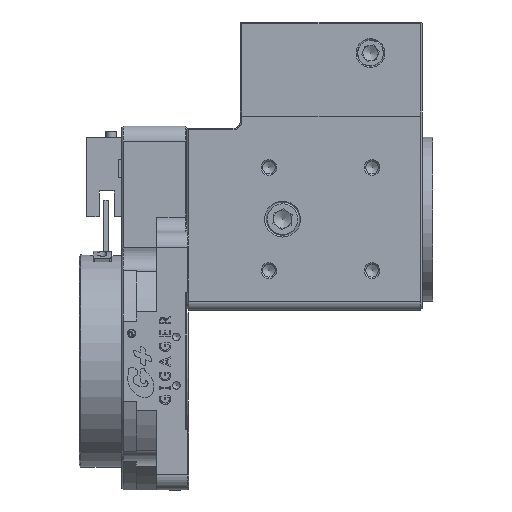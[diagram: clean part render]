
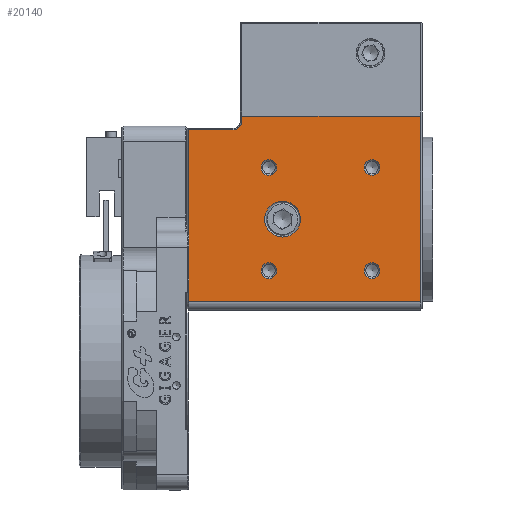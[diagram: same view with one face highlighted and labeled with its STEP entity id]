
A CAD part, left-side view. The second image highlights one B-rep face of the part: STEP entity #20140.
In plain terms, the highlighted planar face has unit normal (-1, 0, 0).
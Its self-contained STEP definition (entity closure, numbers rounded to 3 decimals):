
#609 = AXIS2_PLACEMENT_3D ( 'NONE', #1165, #1123, #1087 ) ;
#1058 = VERTEX_POINT ( 'NONE', #28779 ) ;
#1080 = AXIS2_PLACEMENT_3D ( 'NONE', #6597, #6588, #6579 ) ;
#1087 = DIRECTION ( 'NONE',  ( 0., 0., -1. ) ) ;
#1123 = DIRECTION ( 'NONE',  ( 1., 0., 0. ) ) ;
#1165 = CARTESIAN_POINT ( 'NONE',  ( -30., -27., 29.8 ) ) ;
#1249 = VECTOR ( 'NONE', #13140, 1000. ) ;
#1414 = DIRECTION ( 'NONE',  ( 0., 0., -1. ) ) ;
#1447 = DIRECTION ( 'NONE',  ( 1., 0., 0. ) ) ;
#1451 = CARTESIAN_POINT ( 'NONE',  ( -30., -61., 29.8 ) ) ;
#1454 = VECTOR ( 'NONE', #4867, 1000. ) ;
#2446 = AXIS2_PLACEMENT_3D ( 'NONE', #1451, #1447, #1414 ) ;
#2548 = VERTEX_POINT ( 'NONE', #11445 ) ;
#2642 = DIRECTION ( 'NONE',  ( 0., -1., 0. ) ) ;
#2671 = CARTESIAN_POINT ( 'NONE',  ( -30., -15., 19.8 ) ) ;
#2685 = LINE ( 'NONE', #2671, #8705 ) ;
#2724 = EDGE_CURVE ( 'NONE', #24024, #24024, #20436, .T. ) ;
#2801 = VERTEX_POINT ( 'NONE', #9021 ) ;
#3200 = EDGE_CURVE ( 'NONE', #4355, #2801, #4920, .T. ) ;
#4052 = AXIS2_PLACEMENT_3D ( 'NONE', #9859, #9811, #9801 ) ;
#4224 = CARTESIAN_POINT ( 'NONE',  ( -30., -27., 27.2 ) ) ;
#4228 = VERTEX_POINT ( 'NONE', #4224 ) ;
#4231 = CARTESIAN_POINT ( 'NONE',  ( -30., -61., 27.2 ) ) ;
#4268 = VERTEX_POINT ( 'NONE', #4231 ) ;
#4355 = VERTEX_POINT ( 'NONE', #28945 ) ;
#4391 = VECTOR ( 'NONE', #20388, 1000. ) ;
#4768 = VERTEX_POINT ( 'NONE', #24539 ) ;
#4867 = DIRECTION ( 'NONE',  ( 0., -1., 0. ) ) ;
#4875 = CARTESIAN_POINT ( 'NONE',  ( -30., -15., 80.8 ) ) ;
#4920 = LINE ( 'NONE', #4875, #1454 ) ;
#4940 = AXIS2_PLACEMENT_3D ( 'NONE', #14129, #14119, #14107 ) ;
#5574 = VECTOR ( 'NONE', #6975, 1000. ) ;
#6113 = VERTEX_POINT ( 'NONE', #9060 ) ;
#6579 = DIRECTION ( 'NONE',  ( 0., 0., -1. ) ) ;
#6588 = DIRECTION ( 'NONE',  ( 1., 0., 0. ) ) ;
#6597 = CARTESIAN_POINT ( 'NONE',  ( -30., -15., 19.8 ) ) ;
#6634 = PLANE ( 'NONE',  #1080 ) ;
#6644 = FACE_BOUND ( 'NONE', #29051, .T. ) ;
#6683 = FACE_BOUND ( 'NONE', #30879, .T. ) ;
#6703 = FACE_BOUND ( 'NONE', #35180, .T. ) ;
#6714 = CARTESIAN_POINT ( 'NONE',  ( -30., -61., 61.2 ) ) ;
#6740 = FACE_BOUND ( 'NONE', #16874, .T. ) ;
#6745 = VERTEX_POINT ( 'NONE', #6714 ) ;
#6766 = FACE_OUTER_BOUND ( 'NONE', #9046, .T. ) ;
#6775 = FACE_BOUND ( 'NONE', #14388, .T. ) ;
#6975 = DIRECTION ( 'NONE',  ( 0., 0., -1. ) ) ;
#7013 = CARTESIAN_POINT ( 'NONE',  ( -30., -18., 19.8 ) ) ;
#7021 = LINE ( 'NONE', #7013, #5574 ) ;
#7840 = VERTEX_POINT ( 'NONE', #12826 ) ;
#8705 = VECTOR ( 'NONE', #2642, 1000. ) ;
#9021 = CARTESIAN_POINT ( 'NONE',  ( -30., -77., 80.8 ) ) ;
#9046 = EDGE_LOOP ( 'NONE', ( #30932, #31997, #31837, #31364, #31462, #31493, #31545, #31824 ) ) ;
#9060 = CARTESIAN_POINT ( 'NONE',  ( -30., -15.5, 76.3 ) ) ;
#9193 = VERTEX_POINT ( 'NONE', #32684 ) ;
#9801 = DIRECTION ( 'NONE',  ( 0., 0., -1. ) ) ;
#9811 = DIRECTION ( 'NONE',  ( 1., 0., 0. ) ) ;
#9859 = CARTESIAN_POINT ( 'NONE',  ( -30., -31.5, 46.8 ) ) ;
#9973 = AXIS2_PLACEMENT_3D ( 'NONE', #14063, #14055, #14000 ) ;
#11445 = CARTESIAN_POINT ( 'NONE',  ( -30., -0.5, 19.8 ) ) ;
#12298 = AXIS2_PLACEMENT_3D ( 'NONE', #14674, #14641, #14630 ) ;
#12826 = CARTESIAN_POINT ( 'NONE',  ( -30., -10.101, 76.3 ) ) ;
#12832 = EDGE_CURVE ( 'NONE', #6113, #7840, #20421, .T. ) ;
#13140 = DIRECTION ( 'NONE',  ( 0., 0., -1. ) ) ;
#13152 = CARTESIAN_POINT ( 'NONE',  ( -30., -0.5, 19.8 ) ) ;
#13191 = LINE ( 'NONE', #13152, #1249 ) ;
#13351 = EDGE_CURVE ( 'NONE', #4768, #6113, #23839, .T. ) ;
#14000 = DIRECTION ( 'NONE',  ( 0., 0., -1. ) ) ;
#14055 = DIRECTION ( 'NONE',  ( 1., 0., 0. ) ) ;
#14063 = CARTESIAN_POINT ( 'NONE',  ( -30., -61., 63.8 ) ) ;
#14107 = DIRECTION ( 'NONE',  ( 0., 0., -1. ) ) ;
#14119 = DIRECTION ( 'NONE',  ( 1., 0., 0. ) ) ;
#14129 = CARTESIAN_POINT ( 'NONE',  ( -30., -27., 63.8 ) ) ;
#14388 = EDGE_LOOP ( 'NONE', ( #30928 ) ) ;
#14630 = DIRECTION ( 'NONE',  ( 0., 0., -1. ) ) ;
#14641 = DIRECTION ( 'NONE',  ( 1., 0., 0. ) ) ;
#14674 = CARTESIAN_POINT ( 'NONE',  ( -30., -15.5, 78.8 ) ) ;
#16374 = EDGE_CURVE ( 'NONE', #16775, #16775, #21320, .T. ) ;
#16772 = CARTESIAN_POINT ( 'NONE',  ( -30., -27., 61.2 ) ) ;
#16775 = VERTEX_POINT ( 'NONE', #16772 ) ;
#16874 = EDGE_LOOP ( 'NONE', ( #31785 ) ) ;
#17086 = CIRCLE ( 'NONE', #609, 2.6 ) ;
#18924 = CIRCLE ( 'NONE', #2446, 2.6 ) ;
#19539 = EDGE_CURVE ( 'NONE', #9193, #2548, #13191, .T. ) ;
#20140 = ADVANCED_FACE ( 'NONE', ( #6775, #6766, #6740, #6703, #6683, #6644 ), #6634, .F. ) ;
#20388 = DIRECTION ( 'NONE',  ( 0., 1., 0. ) ) ;
#20414 = CARTESIAN_POINT ( 'NONE',  ( -30., -15., 76.3 ) ) ;
#20421 = LINE ( 'NONE', #20414, #4391 ) ;
#20436 = CIRCLE ( 'NONE', #4052, 5.9 ) ;
#20973 = VECTOR ( 'NONE', #36761, 1000. ) ;
#21320 = CIRCLE ( 'NONE', #4940, 2.6 ) ;
#23722 = EDGE_CURVE ( 'NONE', #2548, #1058, #2685, .T. ) ;
#23839 = CIRCLE ( 'NONE', #12298, 2.5 ) ;
#23988 = CARTESIAN_POINT ( 'NONE',  ( -30., -31.5, 40.9 ) ) ;
#24024 = VERTEX_POINT ( 'NONE', #23988 ) ;
#24539 = CARTESIAN_POINT ( 'NONE',  ( -30., -18., 78.8 ) ) ;
#24601 = EDGE_CURVE ( 'NONE', #1058, #2801, #32564, .T. ) ;
#26337 = CIRCLE ( 'NONE', #9973, 2.6 ) ;
#26832 = EDGE_CURVE ( 'NONE', #4355, #4768, #7021, .T. ) ;
#28779 = CARTESIAN_POINT ( 'NONE',  ( -30., -77., 19.8 ) ) ;
#28945 = CARTESIAN_POINT ( 'NONE',  ( -30., -18., 80.8 ) ) ;
#29051 = EDGE_LOOP ( 'NONE', ( #31718 ) ) ;
#30879 = EDGE_LOOP ( 'NONE', ( #31723 ) ) ;
#30928 = ORIENTED_EDGE ( 'NONE', *, *, #2724, .T. ) ;
#30932 = ORIENTED_EDGE ( 'NONE', *, *, #3200, .F. ) ;
#31364 = ORIENTED_EDGE ( 'NONE', *, *, #12832, .T. ) ;
#31462 = ORIENTED_EDGE ( 'NONE', *, *, #32976, .T. ) ;
#31493 = ORIENTED_EDGE ( 'NONE', *, *, #19539, .T. ) ;
#31545 = ORIENTED_EDGE ( 'NONE', *, *, #23722, .T. ) ;
#31674 = ORIENTED_EDGE ( 'NONE', *, *, #36332, .T. ) ;
#31718 = ORIENTED_EDGE ( 'NONE', *, *, #16374, .T. ) ;
#31723 = ORIENTED_EDGE ( 'NONE', *, *, #31862, .T. ) ;
#31785 = ORIENTED_EDGE ( 'NONE', *, *, #36361, .T. ) ;
#31824 = ORIENTED_EDGE ( 'NONE', *, *, #24601, .T. ) ;
#31837 = ORIENTED_EDGE ( 'NONE', *, *, #13351, .T. ) ;
#31862 = EDGE_CURVE ( 'NONE', #6745, #6745, #26337, .T. ) ;
#31997 = ORIENTED_EDGE ( 'NONE', *, *, #26832, .T. ) ;
#32495 = DIRECTION ( 'NONE',  ( 0., 0., 1. ) ) ;
#32528 = CARTESIAN_POINT ( 'NONE',  ( -30., -77., 19.8 ) ) ;
#32564 = LINE ( 'NONE', #32528, #34109 ) ;
#32684 = CARTESIAN_POINT ( 'NONE',  ( -30., -0.5, 76.3 ) ) ;
#32976 = EDGE_CURVE ( 'NONE', #7840, #9193, #36810, .T. ) ;
#34109 = VECTOR ( 'NONE', #32495, 1000. ) ;
#35180 = EDGE_LOOP ( 'NONE', ( #31674 ) ) ;
#36332 = EDGE_CURVE ( 'NONE', #4268, #4268, #18924, .T. ) ;
#36361 = EDGE_CURVE ( 'NONE', #4228, #4228, #17086, .T. ) ;
#36761 = DIRECTION ( 'NONE',  ( 0., 1., 0. ) ) ;
#36779 = CARTESIAN_POINT ( 'NONE',  ( -30., -15., 76.3 ) ) ;
#36810 = LINE ( 'NONE', #36779, #20973 ) ;
